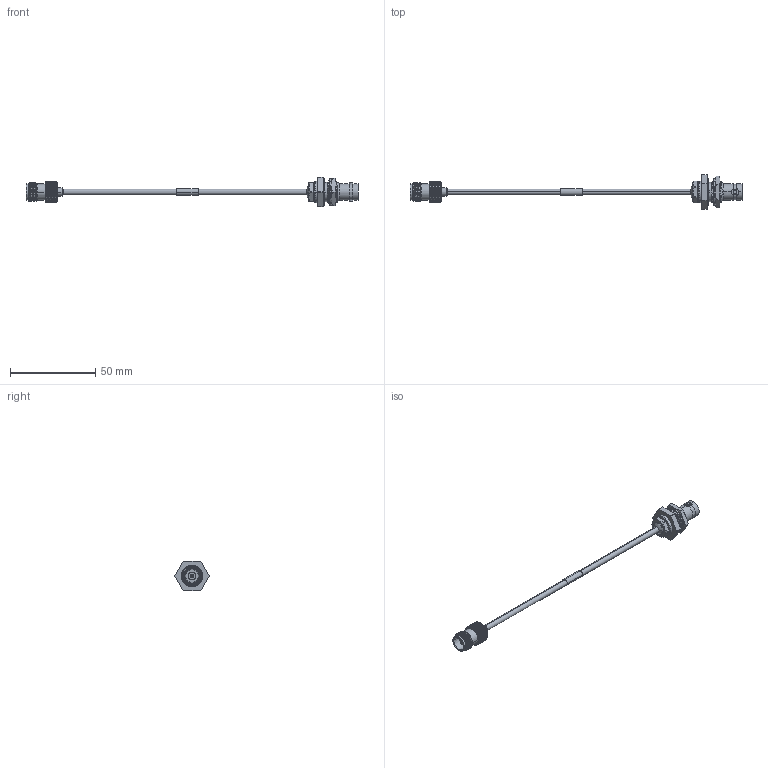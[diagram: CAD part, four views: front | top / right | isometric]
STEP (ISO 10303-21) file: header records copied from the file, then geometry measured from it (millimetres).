
FILE_DESCRIPTION (( 'STEP AP214' ), '1' );
FILE_NAME ('LCCA30464.step', '2020-05-02T09:22:28', ( '' ), ( '' ), 'SwSTEP 2.0', 'SolidWorks 2018', '' );
FILE_SCHEMA (( 'AUTOMOTIVE_DESIGN' ));
Length unit declared in the file: inch
Products named in the file (7): solder plug right^LCCA30464; 1AW01-003_.152 ID; LCCN3065; LCCN3067; solder plug left^LCCA30464; LC141TB (141 FORMABLE); LCCA30464
Assembly tree (6 placements, depth 2):
  LCCA30464
    LC141TB (141 FORMABLE)
    LCCN3067
    solder plug left^LCCA30464
    1AW01-003_.152 ID
    LCCN3065
    solder plug right^LCCA30464
Bounding box: 194.34 x 19.93 x 17.5 mm (x, y, z)
Volume: 5878.2 mm3; surface area: 6733.8 mm2
Topology: 9 solids, 9 shells, 1989 faces, 4430 edges, 2477 vertices
Faces by surface type: bspline 1353, cylinder 456, plane 109, cone 65, sphere 4, torus 2
Entity records: 79895 total; most frequent: CARTESIAN_POINT 50480, ORIENTED_EDGE 8860, EDGE_CURVE 4430, DIRECTION 2483, VERTEX_POINT 2477, EDGE_LOOP 2019, FACE_OUTER_BOUND 1989, ADVANCED_FACE 1989
